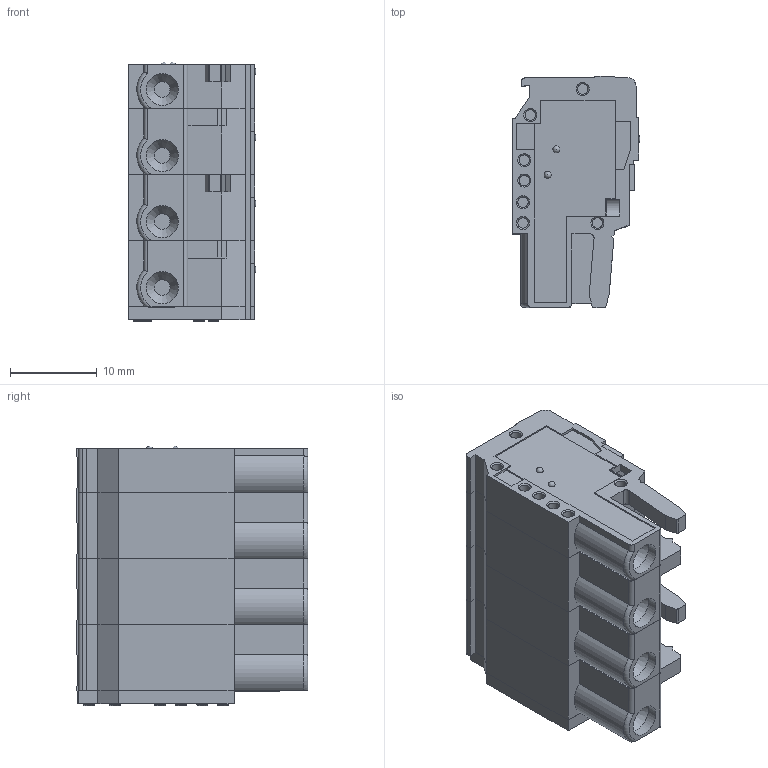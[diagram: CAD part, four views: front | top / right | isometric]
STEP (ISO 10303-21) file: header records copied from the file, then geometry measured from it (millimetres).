
FILE_DESCRIPTION(/* description */ ('Unknown'),/* implementation_level */ '2;1');
FILE_NAME(/* name */ 'MC700-76204..B-20230306',/* time_stamp */ '2023-03-27T12:01:22+08:00',/* author */ ('Unknown'),/* organization */ ('Unknown'),/* preprocessor_version */ 'ST-DEVELOPER v16.7',/* originating_system */ 'DEX',/* authorisation */ $);
FILE_SCHEMA (('AUTOMOTIVE_DESIGN {1 0 10303 214 3 1 1}'));
Length unit declared in the file: millimetre
Products named in the file (1): MC700-76204..B-20230306
Bounding box: 14.75 x 26.7 x 29.91 mm (x, y, z)
Volume: 6846.6 mm3; surface area: 7303.6 mm2
Topology: 8 solids, 8 shells, 724 faces, 1904 edges, 1247 vertices
Faces by surface type: plane 556, cylinder 115, cone 36, torus 11, sphere 6
Full cylindrical faces by diameter (mm): 1.1 x25, 1.2 x7, 1.25 x7, 1.3 x7, 1.8 x4, 2.3 x4, 3.7 x4, 4.2 x4
Entity records: 21701 total; most frequent: CARTESIAN_POINT 4065, ORIENTED_EDGE 3536, DIRECTION 3465, EDGE_CURVE 1768, LINE 1493, VECTOR 1493, VERTEX_POINT 1221, AXIS2_PLACEMENT_3D 986
